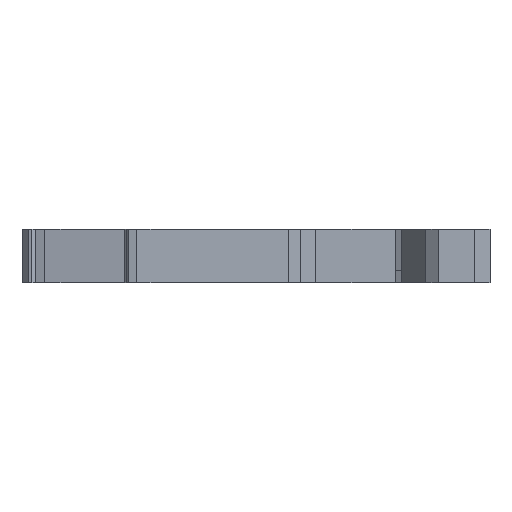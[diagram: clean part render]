
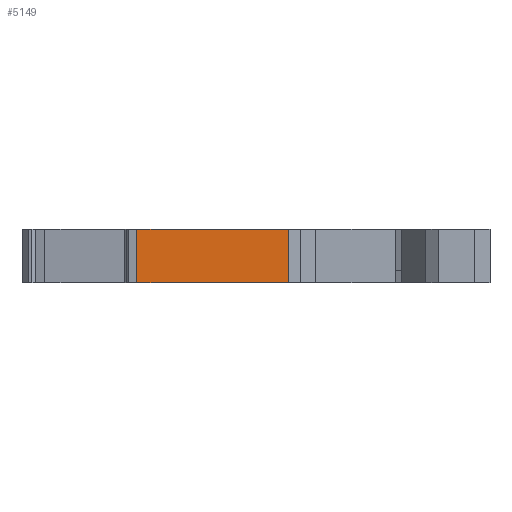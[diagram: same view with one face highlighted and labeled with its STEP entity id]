
A CAD part, left-side view. The second image highlights one B-rep face of the part: STEP entity #5149.
In plain terms, the highlighted free-form (B-spline) face has degree [1, 1] with [2, 2] control points.
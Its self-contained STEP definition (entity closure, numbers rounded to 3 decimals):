
#1106=CARTESIAN_POINT('',(-31.8,6.482,0.));
#1107=VERTEX_POINT('',#1106);
#1122=CARTESIAN_POINT('',(-31.8,6.482,-3.5));
#1123=VERTEX_POINT('',#1122);
#1129=CARTESIAN_POINT('',(-31.8,6.482,-3.5));
#1130=CARTESIAN_POINT('',(-31.8,6.482,0.));
#1131=B_SPLINE_CURVE_WITH_KNOTS('',1,(#1129,#1130),.POLYLINE_FORM.,.F.,.U.,(2,2),(0.,1.),.UNSPECIFIED.);
#1132=EDGE_CURVE('',#1123,#1107,#1131,.T.);
#1472=CARTESIAN_POINT('',(-31.8,-3.4,0.));
#1473=VERTEX_POINT('',#1472);
#1480=CARTESIAN_POINT('',(-31.8,-3.4,-3.5));
#1481=VERTEX_POINT('',#1480);
#1482=CARTESIAN_POINT('',(-31.8,-3.4,0.));
#1483=CARTESIAN_POINT('',(-31.8,-3.4,-3.5));
#1484=B_SPLINE_CURVE_WITH_KNOTS('',1,(#1482,#1483),.POLYLINE_FORM.,.F.,.U.,(2,2),(0.,1.),.UNSPECIFIED.);
#1485=EDGE_CURVE('',#1473,#1481,#1484,.T.);
#5130=CARTESIAN_POINT('',(-31.8,7.515,0.248));
#5131=CARTESIAN_POINT('',(-31.8,-4.465,0.248));
#5132=CARTESIAN_POINT('',(-31.8,7.515,-3.748));
#5133=CARTESIAN_POINT('',(-31.8,-4.465,-3.748));
#5134=B_SPLINE_SURFACE_WITH_KNOTS('',1,1,((#5130,#5131),(#5132,#5133)),.PLANE_SURF.,.F.,.F.,.U.,(2,2),(2,2),(0.,1.),(0.,1.),.UNSPECIFIED.);
#5135=ORIENTED_EDGE('',*,*,#1132,.F.);
#5136=CARTESIAN_POINT('',(-31.8,-3.4,-3.5));
#5137=CARTESIAN_POINT('',(-31.8,6.482,-3.5));
#5138=B_SPLINE_CURVE_WITH_KNOTS('',1,(#5136,#5137),.POLYLINE_FORM.,.F.,.U.,(2,2),(0.,1.),.UNSPECIFIED.);
#5139=EDGE_CURVE('',#1481,#1123,#5138,.T.);
#5140=ORIENTED_EDGE('',*,*,#5139,.F.);
#5141=ORIENTED_EDGE('',*,*,#1485,.F.);
#5142=CARTESIAN_POINT('',(-31.8,6.482,0.));
#5143=CARTESIAN_POINT('',(-31.8,-3.4,0.));
#5144=B_SPLINE_CURVE_WITH_KNOTS('',1,(#5142,#5143),.POLYLINE_FORM.,.F.,.U.,(2,2),(0.,1.),.UNSPECIFIED.);
#5145=EDGE_CURVE('',#1107,#1473,#5144,.T.);
#5146=ORIENTED_EDGE('',*,*,#5145,.F.);
#5147=EDGE_LOOP('',(#5135,#5140,#5141,#5146));
#5148=FACE_OUTER_BOUND('',#5147,.T.);
#5149=ADVANCED_FACE('',(#5148),#5134,.T.);
